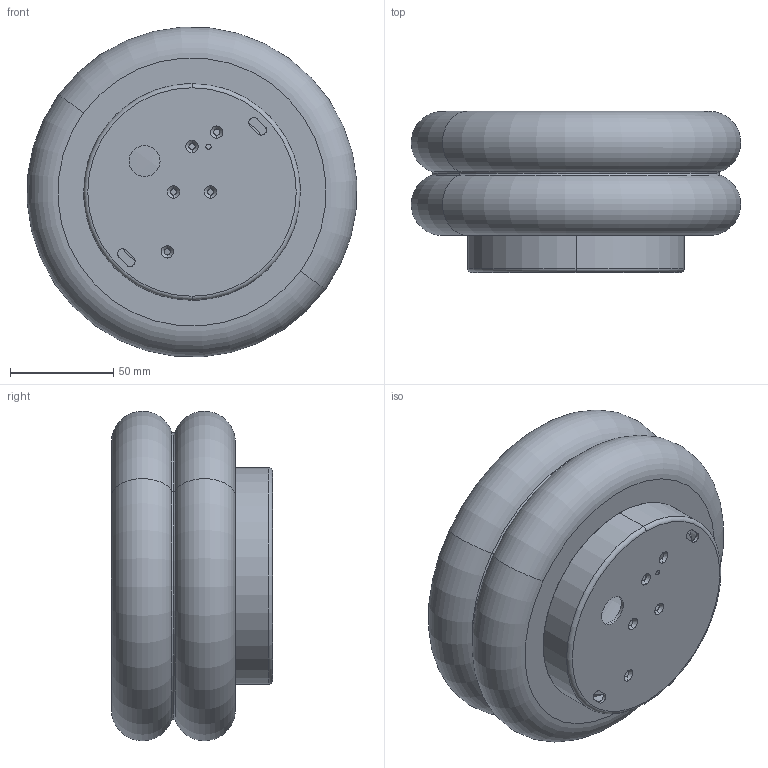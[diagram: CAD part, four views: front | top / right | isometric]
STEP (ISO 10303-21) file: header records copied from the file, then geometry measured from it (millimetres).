
FILE_DESCRIPTION (( 'STEP AP203' ), '1' );
FILE_NAME ('WIMPY 16 PP.STEP', '2013-06-25T12:18:59', ( '' ), ( '' ), 'SwSTEP 2.0', 'SolidWorks 2010', '' );
FILE_SCHEMA (( 'CONFIG_CONTROL_DESIGN' ));
Length unit declared in the file: millimetre
Products named in the file (1): WIMPY 16 PP
Bounding box: 159.63 x 78.01 x 159.63 mm (x, y, z)
Surface area: 104767.5 mm2 (no closed solid volume)
Topology: 0 solids, 4 shells, 49 faces, 130 edges, 83 vertices
Faces by surface type: torus 14, cylinder 12, cone 10, plane 7, bspline 6
Entity records: 1878 total; most frequent: CARTESIAN_POINT 559, DIRECTION 298, ORIENTED_EDGE 220, AXIS2_PLACEMENT_3D 132, EDGE_CURVE 128, CIRCLE 88, VERTEX_POINT 83, EDGE_LOOP 60
